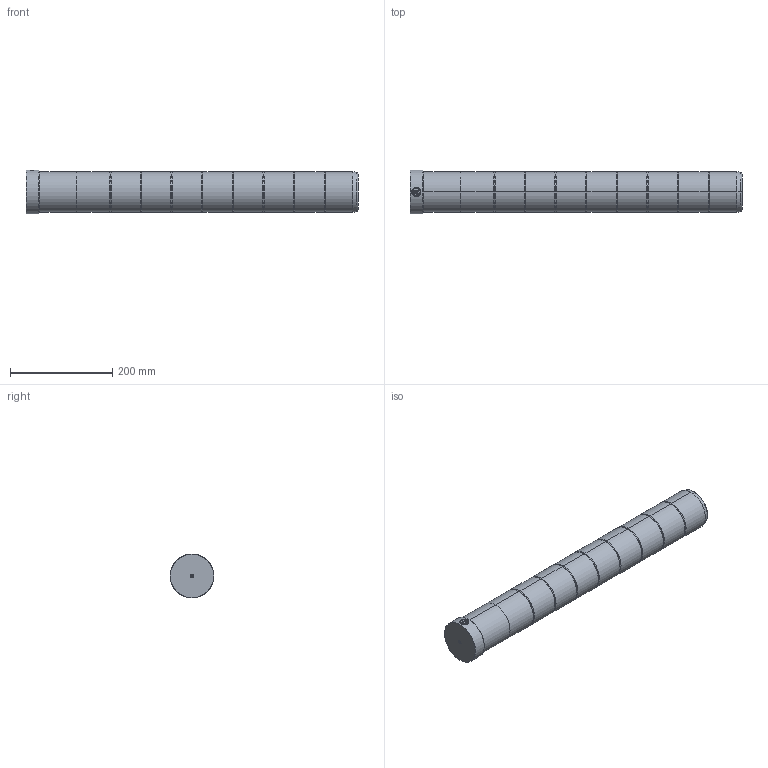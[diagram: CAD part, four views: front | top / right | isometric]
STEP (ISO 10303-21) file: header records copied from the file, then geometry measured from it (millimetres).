
FILE_DESCRIPTION (( 'STEP AP214' ), '1' );
FILE_NAME ('SPN-d80-L650.step', '2021-11-03T07:02:04', ( 'User' ), ( 'china' ), 'SwSTEP 2.0', 'SolidWorks 2016', '' );
FILE_SCHEMA (( 'AUTOMOTIVE_DESIGN' ));
Length unit declared in the file: millimetre
Products named in the file (1): SPN-d80-L650
Bounding box: 650 x 86 x 86 mm (x, y, z)
Volume: 3259429.4 mm3; surface area: 179319.1 mm2
Topology: 1 solids, 1 shells, 110 faces, 240 edges, 134 vertices
Faces by surface type: cylinder 41, torus 38, cone 18, plane 13
Entity records: 3366 total; most frequent: CARTESIAN_POINT 897, DIRECTION 564, ORIENTED_EDGE 472, AXIS2_PLACEMENT_3D 245, EDGE_CURVE 236, CIRCLE 134, VERTEX_POINT 134, EDGE_LOOP 116
